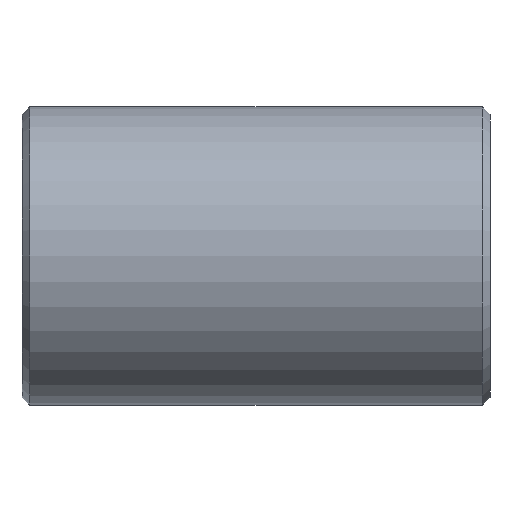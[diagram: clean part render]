
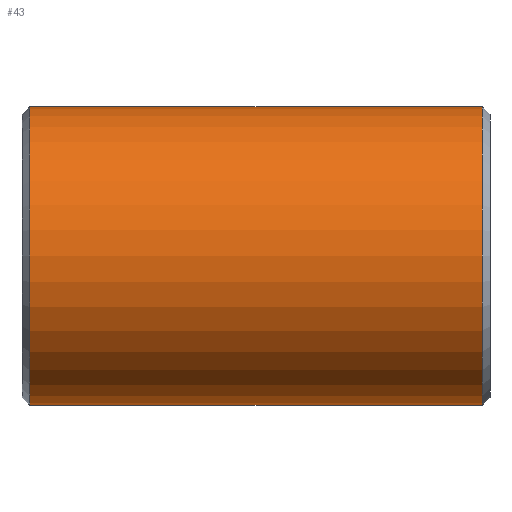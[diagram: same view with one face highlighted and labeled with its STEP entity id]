
A CAD part, front view. The second image highlights one B-rep face of the part: STEP entity #43.
In plain terms, the highlighted cylindrical face has radius 161.925 mm (diameter 323.85 mm), a partial arc.
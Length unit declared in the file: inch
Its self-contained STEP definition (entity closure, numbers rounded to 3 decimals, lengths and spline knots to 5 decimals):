
#27 = CARTESIAN_POINT ( 'NONE',  ( -9.66667, 0., -6.375 ) ) ;
#43 = ADVANCED_FACE ( 'NONE', ( #294 ), #779, .T. ) ;
#60 = CARTESIAN_POINT ( 'NONE',  ( -9.66667, 0., 0. ) ) ;
#65 = CARTESIAN_POINT ( 'NONE',  ( 9.66667, 0., 0. ) ) ;
#85 = DIRECTION ( 'NONE',  ( -1., 0., 0. ) ) ;
#99 = CARTESIAN_POINT ( 'NONE',  ( 9.66667, 0., -6.375 ) ) ;
#114 = VERTEX_POINT ( 'NONE', #99 ) ;
#157 = CARTESIAN_POINT ( 'NONE',  ( 9.66667, 0., 6.375 ) ) ;
#168 = DIRECTION ( 'NONE',  ( -1., 0., 0. ) ) ;
#180 = AXIS2_PLACEMENT_3D ( 'NONE', #60, #354, #646 ) ;
#212 = CIRCLE ( 'NONE', #275, 6.375 ) ;
#229 = LINE ( 'NONE', #723, #382 ) ;
#253 = ORIENTED_EDGE ( 'NONE', *, *, #529, .T. ) ;
#275 = AXIS2_PLACEMENT_3D ( 'NONE', #65, #85, #834 ) ;
#294 = FACE_OUTER_BOUND ( 'NONE', #320, .T. ) ;
#320 = EDGE_LOOP ( 'NONE', ( #833, #253, #903, #589 ) ) ;
#326 = CIRCLE ( 'NONE', #180, 6.375 ) ;
#354 = DIRECTION ( 'NONE',  ( 1., 0., 0. ) ) ;
#382 = VECTOR ( 'NONE', #728, 39.37008 ) ;
#389 = CARTESIAN_POINT ( 'NONE',  ( 10., 0., -6.375 ) ) ;
#441 = DIRECTION ( 'NONE',  ( -1., 0., 0. ) ) ;
#444 = EDGE_CURVE ( 'NONE', #730, #934, #229, .T. ) ;
#529 = EDGE_CURVE ( 'NONE', #114, #730, #212, .T. ) ;
#562 = AXIS2_PLACEMENT_3D ( 'NONE', #855, #441, #585 ) ;
#583 = VECTOR ( 'NONE', #168, 39.37008 ) ;
#585 = DIRECTION ( 'NONE',  ( 0., 0., 1. ) ) ;
#589 = ORIENTED_EDGE ( 'NONE', *, *, #942, .T. ) ;
#601 = LINE ( 'NONE', #389, #583 ) ;
#621 = VERTEX_POINT ( 'NONE', #27 ) ;
#646 = DIRECTION ( 'NONE',  ( 0., 0., 1. ) ) ;
#723 = CARTESIAN_POINT ( 'NONE',  ( 10., 0., 6.375 ) ) ;
#728 = DIRECTION ( 'NONE',  ( -1., 0., 0. ) ) ;
#730 = VERTEX_POINT ( 'NONE', #157 ) ;
#779 = CYLINDRICAL_SURFACE ( 'NONE', #562, 6.375 ) ;
#786 = EDGE_CURVE ( 'NONE', #114, #621, #601, .T. ) ;
#809 = CARTESIAN_POINT ( 'NONE',  ( -9.66667, 0., 6.375 ) ) ;
#833 = ORIENTED_EDGE ( 'NONE', *, *, #786, .F. ) ;
#834 = DIRECTION ( 'NONE',  ( 0., 0., -1. ) ) ;
#855 = CARTESIAN_POINT ( 'NONE',  ( 10., 0., 0. ) ) ;
#903 = ORIENTED_EDGE ( 'NONE', *, *, #444, .T. ) ;
#934 = VERTEX_POINT ( 'NONE', #809 ) ;
#942 = EDGE_CURVE ( 'NONE', #934, #621, #326, .T. ) ;
